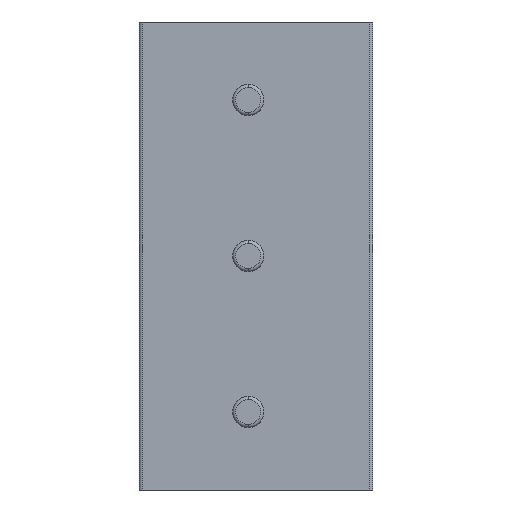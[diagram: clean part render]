
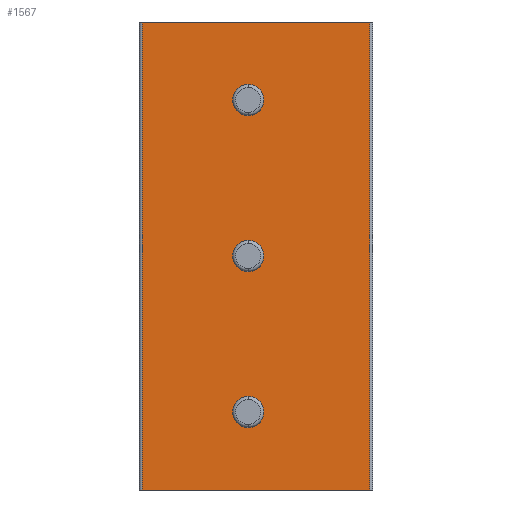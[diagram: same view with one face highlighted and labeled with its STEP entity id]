
A CAD part, front view. The second image highlights one B-rep face of the part: STEP entity #1567.
In plain terms, the highlighted planar face has unit normal (0, -1, 0).
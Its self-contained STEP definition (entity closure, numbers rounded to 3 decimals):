
#152 = EDGE_CURVE ( 'NONE', #210, #208, #2121, .T. ) ;
#155 = VERTEX_POINT ( 'NONE', #2148 ) ;
#162 = VERTEX_POINT ( 'NONE', #2169 ) ;
#208 = VERTEX_POINT ( 'NONE', #2295 ) ;
#210 = VERTEX_POINT ( 'NONE', #2294 ) ;
#216 = VERTEX_POINT ( 'NONE', #2289 ) ;
#219 = EDGE_CURVE ( 'NONE', #216, #162, #2283, .T. ) ;
#222 = EDGE_CURVE ( 'NONE', #223, #155, #2334, .T. ) ;
#223 = VERTEX_POINT ( 'NONE', #2329 ) ;
#1488 = VERTEX_POINT ( 'NONE', #5474 ) ;
#1492 = VERTEX_POINT ( 'NONE', #5468 ) ;
#1530 = VERTEX_POINT ( 'NONE', #5491 ) ;
#1532 = EDGE_CURVE ( 'NONE', #1556, #1530, #5490, .T. ) ;
#1538 = EDGE_CURVE ( 'NONE', #1530, #1488, #5485, .T. ) ;
#1551 = EDGE_CURVE ( 'NONE', #1488, #1492, #5531, .T. ) ;
#1556 = VERTEX_POINT ( 'NONE', #5516 ) ;
#1558 = EDGE_CURVE ( 'NONE', #1492, #1556, #5515, .T. ) ;
#1560 = ORIENTED_EDGE ( 'NONE', *, *, #1538, .T. ) ;
#1561 = ORIENTED_EDGE ( 'NONE', *, *, #1551, .T. ) ;
#1562 = ORIENTED_EDGE ( 'NONE', *, *, #1558, .T. ) ;
#1567 = ADVANCED_FACE ( 'NONE', ( #5511, #5510, #5509, #5508 ), #5567, .T. ) ;
#1568 = EDGE_LOOP ( 'NONE', ( #1569, #1570 ) ) ;
#1569 = ORIENTED_EDGE ( 'NONE', *, *, #1586, .T. ) ;
#1570 = ORIENTED_EDGE ( 'NONE', *, *, #219, .T. ) ;
#1571 = EDGE_LOOP ( 'NONE', ( #1572, #1573 ) ) ;
#1572 = ORIENTED_EDGE ( 'NONE', *, *, #1578, .T. ) ;
#1573 = ORIENTED_EDGE ( 'NONE', *, *, #222, .T. ) ;
#1574 = EDGE_LOOP ( 'NONE', ( #1575, #1626 ) ) ;
#1575 = ORIENTED_EDGE ( 'NONE', *, *, #1593, .T. ) ;
#1578 = EDGE_CURVE ( 'NONE', #155, #223, #5561, .T. ) ;
#1586 = EDGE_CURVE ( 'NONE', #162, #216, #5594, .T. ) ;
#1593 = EDGE_CURVE ( 'NONE', #208, #210, #5619, .T. ) ;
#1626 = ORIENTED_EDGE ( 'NONE', *, *, #152, .T. ) ;
#1627 = EDGE_LOOP ( 'NONE', ( #1628, #1560, #1561, #1562 ) ) ;
#1628 = ORIENTED_EDGE ( 'NONE', *, *, #1532, .T. ) ;
#2112 = DIRECTION ( 'NONE',  ( 1., 0., 0. ) ) ;
#2113 = DIRECTION ( 'NONE',  ( 0., 1., 0. ) ) ;
#2114 = CARTESIAN_POINT ( 'NONE',  ( 1., 0., 2.5 ) ) ;
#2115 = AXIS2_PLACEMENT_3D ( 'NONE', #2114, #2113, #2112 ) ;
#2121 = CIRCLE ( 'NONE', #2115, 0.5 ) ;
#2148 = CARTESIAN_POINT ( 'NONE',  ( 1.5, 0., 7.5 ) ) ;
#2169 = CARTESIAN_POINT ( 'NONE',  ( 1.5, 0., 12.5 ) ) ;
#2280 = DIRECTION ( 'NONE',  ( 0., 1., 0. ) ) ;
#2281 = CARTESIAN_POINT ( 'NONE',  ( 1., 0., 12.5 ) ) ;
#2282 = AXIS2_PLACEMENT_3D ( 'NONE', #2281, #2280, #2335 ) ;
#2283 = CIRCLE ( 'NONE', #2282, 0.5 ) ;
#2289 = CARTESIAN_POINT ( 'NONE',  ( 0.5, 0., 12.5 ) ) ;
#2294 = CARTESIAN_POINT ( 'NONE',  ( 0.5, 0., 2.5 ) ) ;
#2295 = CARTESIAN_POINT ( 'NONE',  ( 1.5, 0., 2.5 ) ) ;
#2329 = CARTESIAN_POINT ( 'NONE',  ( 0.5, 0., 7.5 ) ) ;
#2330 = DIRECTION ( 'NONE',  ( 1., 0., 0. ) ) ;
#2331 = DIRECTION ( 'NONE',  ( 0., 1., 0. ) ) ;
#2332 = CARTESIAN_POINT ( 'NONE',  ( 1., 0., 7.5 ) ) ;
#2333 = AXIS2_PLACEMENT_3D ( 'NONE', #2332, #2331, #2330 ) ;
#2334 = CIRCLE ( 'NONE', #2333, 0.5 ) ;
#2335 = DIRECTION ( 'NONE',  ( 1., 0., 0. ) ) ;
#5468 = CARTESIAN_POINT ( 'NONE',  ( 4.9, 0., 15. ) ) ;
#5474 = CARTESIAN_POINT ( 'NONE',  ( 4.9, 0., 0. ) ) ;
#5479 = CARTESIAN_POINT ( 'NONE',  ( 5., 0., 0. ) ) ;
#5485 = LINE ( 'NONE', #5479, #5539 ) ;
#5487 = DIRECTION ( 'NONE',  ( 0., 0., -1. ) ) ;
#5488 = VECTOR ( 'NONE', #5487, 1000. ) ;
#5489 = CARTESIAN_POINT ( 'NONE',  ( -2.4, 0., 0. ) ) ;
#5490 = LINE ( 'NONE', #5489, #5488 ) ;
#5491 = CARTESIAN_POINT ( 'NONE',  ( -2.4, 0., 0. ) ) ;
#5508 = FACE_OUTER_BOUND ( 'NONE', #1627, .T. ) ;
#5509 = FACE_BOUND ( 'NONE', #1574, .T. ) ;
#5510 = FACE_BOUND ( 'NONE', #1571, .T. ) ;
#5511 = FACE_BOUND ( 'NONE', #1568, .T. ) ;
#5512 = DIRECTION ( 'NONE',  ( -1., 0., 0. ) ) ;
#5513 = VECTOR ( 'NONE', #5512, 1000. ) ;
#5514 = CARTESIAN_POINT ( 'NONE',  ( 5., 0., 15. ) ) ;
#5515 = LINE ( 'NONE', #5514, #5513 ) ;
#5516 = CARTESIAN_POINT ( 'NONE',  ( -2.4, 0., 15. ) ) ;
#5528 = DIRECTION ( 'NONE',  ( 0., 0., 1. ) ) ;
#5529 = VECTOR ( 'NONE', #5528, 1000. ) ;
#5530 = CARTESIAN_POINT ( 'NONE',  ( 4.9, 0., 0. ) ) ;
#5531 = LINE ( 'NONE', #5530, #5529 ) ;
#5538 = DIRECTION ( 'NONE',  ( 1., 0., 0. ) ) ;
#5539 = VECTOR ( 'NONE', #5538, 1000. ) ;
#5557 = DIRECTION ( 'NONE',  ( 1., 0., 0. ) ) ;
#5558 = DIRECTION ( 'NONE',  ( 0., 1., 0. ) ) ;
#5559 = CARTESIAN_POINT ( 'NONE',  ( 1., 0., 7.5 ) ) ;
#5560 = AXIS2_PLACEMENT_3D ( 'NONE', #5559, #5558, #5557 ) ;
#5561 = CIRCLE ( 'NONE', #5560, 0.5 ) ;
#5563 = DIRECTION ( 'NONE',  ( 0., 0., -1. ) ) ;
#5564 = DIRECTION ( 'NONE',  ( 0., -1., 0. ) ) ;
#5565 = CARTESIAN_POINT ( 'NONE',  ( 5., 0., 0. ) ) ;
#5566 = AXIS2_PLACEMENT_3D ( 'NONE', #5565, #5564, #5563 ) ;
#5567 = PLANE ( 'NONE',  #5566 ) ;
#5586 = DIRECTION ( 'NONE',  ( 1., 0., 0. ) ) ;
#5587 = DIRECTION ( 'NONE',  ( 0., 1., 0. ) ) ;
#5588 = CARTESIAN_POINT ( 'NONE',  ( 1., 0., 12.5 ) ) ;
#5589 = AXIS2_PLACEMENT_3D ( 'NONE', #5588, #5587, #5586 ) ;
#5594 = CIRCLE ( 'NONE', #5589, 0.5 ) ;
#5615 = DIRECTION ( 'NONE',  ( 1., 0., 0. ) ) ;
#5616 = DIRECTION ( 'NONE',  ( 0., 1., 0. ) ) ;
#5617 = CARTESIAN_POINT ( 'NONE',  ( 1., 0., 2.5 ) ) ;
#5618 = AXIS2_PLACEMENT_3D ( 'NONE', #5617, #5616, #5615 ) ;
#5619 = CIRCLE ( 'NONE', #5618, 0.5 ) ;
